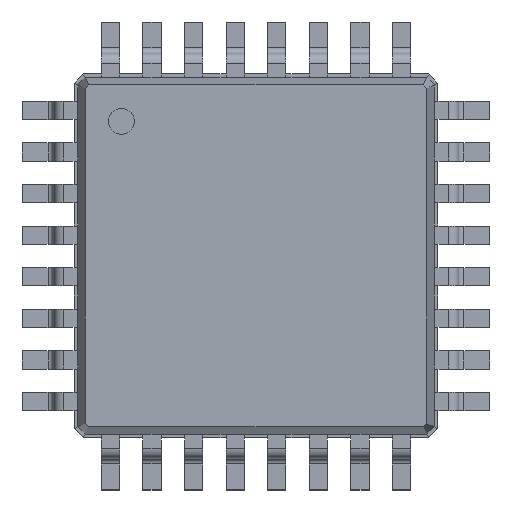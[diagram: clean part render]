
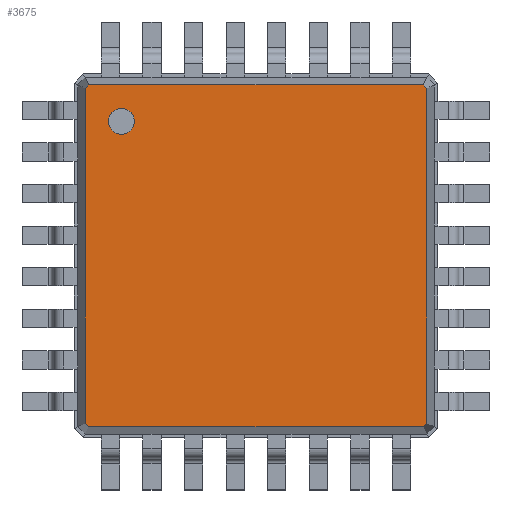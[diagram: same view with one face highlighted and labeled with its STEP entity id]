
A CAD part, top view. The second image highlights one B-rep face of the part: STEP entity #3675.
In plain terms, the highlighted planar face has unit normal (0, 0, 1).
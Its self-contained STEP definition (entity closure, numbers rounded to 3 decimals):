
#1430 = VERTEX_POINT('',#1431);
#1431 = CARTESIAN_POINT('',(-3.218,-3.287,1.5));
#1436 = EDGE_CURVE('',#1437,#1430,#1439,.T.);
#1437 = VERTEX_POINT('',#1438);
#1438 = CARTESIAN_POINT('',(3.218,-3.287,1.5));
#1439 = LINE('',#1440,#1441);
#1440 = CARTESIAN_POINT('',(3.218,-3.287,1.5));
#1441 = VECTOR('',#1442,1.);
#1442 = DIRECTION('',(-1.,0.,0.));
#3639 = EDGE_CURVE('',#3640,#1437,#3642,.T.);
#3640 = VERTEX_POINT('',#3641);
#3641 = CARTESIAN_POINT('',(3.287,-3.218,1.5));
#3642 = LINE('',#3643,#3644);
#3643 = CARTESIAN_POINT('',(3.287,-3.218,1.5));
#3644 = VECTOR('',#3645,1.);
#3645 = DIRECTION('',(-0.707,-0.707,0.));
#3675 = ADVANCED_FACE('',(#3676,#3726),#3737,.T.);
#3676 = FACE_BOUND('',#3677,.T.);
#3677 = EDGE_LOOP('',(#3678,#3688,#3696,#3704,#3710,#3711,#3712,#3720));
#3678 = ORIENTED_EDGE('',*,*,#3679,.F.);
#3679 = EDGE_CURVE('',#3680,#3682,#3684,.T.);
#3680 = VERTEX_POINT('',#3681);
#3681 = CARTESIAN_POINT('',(-3.218,3.287,1.5));
#3682 = VERTEX_POINT('',#3683);
#3683 = CARTESIAN_POINT('',(3.218,3.287,1.5));
#3684 = LINE('',#3685,#3686);
#3685 = CARTESIAN_POINT('',(-3.218,3.287,1.5));
#3686 = VECTOR('',#3687,1.);
#3687 = DIRECTION('',(1.,0.,0.));
#3688 = ORIENTED_EDGE('',*,*,#3689,.F.);
#3689 = EDGE_CURVE('',#3690,#3680,#3692,.T.);
#3690 = VERTEX_POINT('',#3691);
#3691 = CARTESIAN_POINT('',(-3.287,3.218,1.5));
#3692 = LINE('',#3693,#3694);
#3693 = CARTESIAN_POINT('',(-3.287,3.218,1.5));
#3694 = VECTOR('',#3695,1.);
#3695 = DIRECTION('',(0.707,0.707,0.));
#3696 = ORIENTED_EDGE('',*,*,#3697,.F.);
#3697 = EDGE_CURVE('',#3698,#3690,#3700,.T.);
#3698 = VERTEX_POINT('',#3699);
#3699 = CARTESIAN_POINT('',(-3.287,-3.218,1.5));
#3700 = LINE('',#3701,#3702);
#3701 = CARTESIAN_POINT('',(-3.287,-3.218,1.5));
#3702 = VECTOR('',#3703,1.);
#3703 = DIRECTION('',(0.,1.,0.));
#3704 = ORIENTED_EDGE('',*,*,#3705,.F.);
#3705 = EDGE_CURVE('',#1430,#3698,#3706,.T.);
#3706 = LINE('',#3707,#3708);
#3707 = CARTESIAN_POINT('',(-3.218,-3.287,1.5));
#3708 = VECTOR('',#3709,1.);
#3709 = DIRECTION('',(-0.707,0.707,0.));
#3710 = ORIENTED_EDGE('',*,*,#1436,.F.);
#3711 = ORIENTED_EDGE('',*,*,#3639,.F.);
#3712 = ORIENTED_EDGE('',*,*,#3713,.F.);
#3713 = EDGE_CURVE('',#3714,#3640,#3716,.T.);
#3714 = VERTEX_POINT('',#3715);
#3715 = CARTESIAN_POINT('',(3.287,3.218,1.5));
#3716 = LINE('',#3717,#3718);
#3717 = CARTESIAN_POINT('',(3.287,3.218,1.5));
#3718 = VECTOR('',#3719,1.);
#3719 = DIRECTION('',(0.,-1.,0.));
#3720 = ORIENTED_EDGE('',*,*,#3721,.F.);
#3721 = EDGE_CURVE('',#3682,#3714,#3722,.T.);
#3722 = LINE('',#3723,#3724);
#3723 = CARTESIAN_POINT('',(3.218,3.287,1.5));
#3724 = VECTOR('',#3725,1.);
#3725 = DIRECTION('',(0.707,-0.707,0.));
#3726 = FACE_BOUND('',#3727,.T.);
#3727 = EDGE_LOOP('',(#3728));
#3728 = ORIENTED_EDGE('',*,*,#3729,.F.);
#3729 = EDGE_CURVE('',#3730,#3730,#3732,.T.);
#3730 = VERTEX_POINT('',#3731);
#3731 = CARTESIAN_POINT('',(-2.587,2.337,1.5));
#3732 = CIRCLE('',#3733,0.25);
#3733 = AXIS2_PLACEMENT_3D('',#3734,#3735,#3736);
#3734 = CARTESIAN_POINT('',(-2.587,2.587,1.5));
#3735 = DIRECTION('',(0.,0.,1.));
#3736 = DIRECTION('',(0.,-1.,0.));
#3737 = PLANE('',#3738);
#3738 = AXIS2_PLACEMENT_3D('',#3739,#3740,#3741);
#3739 = CARTESIAN_POINT('',(-3.218,3.287,1.5));
#3740 = DIRECTION('',(0.,0.,1.));
#3741 = DIRECTION('',(0.7,-0.715,0.));
